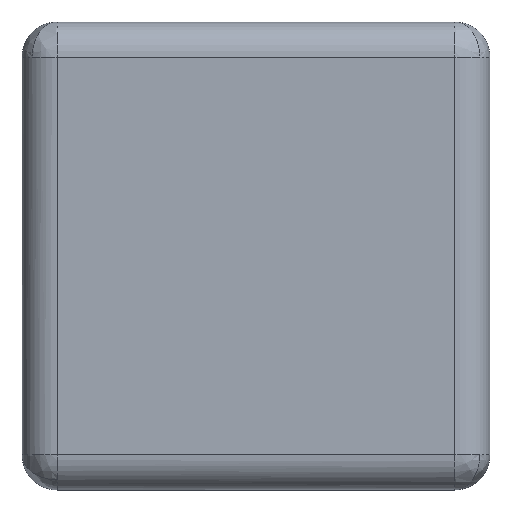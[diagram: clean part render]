
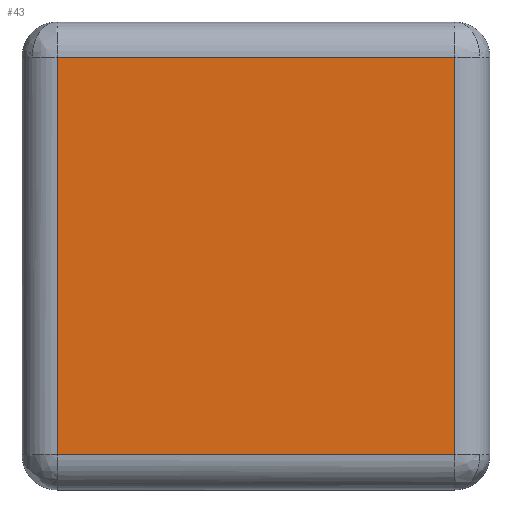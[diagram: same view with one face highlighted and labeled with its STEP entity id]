
A CAD part, top view. The second image highlights one B-rep face of the part: STEP entity #43.
In plain terms, the highlighted planar face has unit normal (0, 0, 1).
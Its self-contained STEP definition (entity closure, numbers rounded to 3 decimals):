
#43 = ADVANCED_FACE ( '1273', ( #308 ), #267, .T. ) ;
#44 = EDGE_LOOP ( 'NONE', ( #45, #49, #169, #172 ) ) ;
#45 = ORIENTED_EDGE ( 'NONE', *, *, #46, .F. ) ;
#46 = EDGE_CURVE ( 'NONE', #47, #48, #309, .T. ) ;
#47 = VERTEX_POINT ( 'NONE', #338 ) ;
#48 = VERTEX_POINT ( 'NONE', #333 ) ;
#49 = ORIENTED_EDGE ( 'NONE', *, *, #168, .F. ) ;
#54 = EDGE_CURVE ( 'NONE', #48, #171, #330, .T. ) ;
#164 = VERTEX_POINT ( 'NONE', #440 ) ;
#168 = EDGE_CURVE ( 'NONE', #164, #47, #390, .T. ) ;
#169 = ORIENTED_EDGE ( 'NONE', *, *, #170, .F. ) ;
#170 = EDGE_CURVE ( 'NONE', #171, #164, #386, .T. ) ;
#171 = VERTEX_POINT ( 'NONE', #382 ) ;
#172 = ORIENTED_EDGE ( 'NONE', *, *, #54, .F. ) ;
#267 = PLANE ( 'NONE',  #307 ) ;
#279 = DIRECTION ( 'NONE',  ( 0., 1., 0. ) ) ;
#280 = VECTOR ( 'NONE', #279, 1000. ) ;
#304 = CARTESIAN_POINT ( 'NONE',  ( -8.5, 17.035, 2. ) ) ;
#305 = CARTESIAN_POINT ( 'NONE',  ( 0., 0., 2. ) ) ;
#306 = DIRECTION ( 'NONE',  ( 0., 0., 1. ) ) ;
#307 = AXIS2_PLACEMENT_3D ( 'NONE', #305, #306, #334 ) ;
#308 = FACE_OUTER_BOUND ( 'NONE', #44, .T. ) ;
#309 = LINE ( 'NONE', #337, #336 ) ;
#330 = LINE ( 'NONE', #304, #280 ) ;
#333 = CARTESIAN_POINT ( 'NONE',  ( -8.5, -8.5, 2. ) ) ;
#334 = DIRECTION ( 'NONE',  ( 1., 0., 0. ) ) ;
#335 = DIRECTION ( 'NONE',  ( -1., 0., 0. ) ) ;
#336 = VECTOR ( 'NONE', #335, 1000. ) ;
#337 = CARTESIAN_POINT ( 'NONE',  ( -17.035, -8.5, 2. ) ) ;
#338 = CARTESIAN_POINT ( 'NONE',  ( 8.5, -8.5, 2. ) ) ;
#382 = CARTESIAN_POINT ( 'NONE',  ( -8.5, 8.5, 2. ) ) ;
#383 = DIRECTION ( 'NONE',  ( 1., 0., 0. ) ) ;
#384 = VECTOR ( 'NONE', #383, 1000. ) ;
#385 = CARTESIAN_POINT ( 'NONE',  ( 17.035, 8.5, 2. ) ) ;
#386 = LINE ( 'NONE', #385, #384 ) ;
#387 = DIRECTION ( 'NONE',  ( 0., -1., 0. ) ) ;
#388 = VECTOR ( 'NONE', #387, 1000. ) ;
#389 = CARTESIAN_POINT ( 'NONE',  ( 8.5, -17.035, 2. ) ) ;
#390 = LINE ( 'NONE', #389, #388 ) ;
#440 = CARTESIAN_POINT ( 'NONE',  ( 8.5, 8.5, 2. ) ) ;
